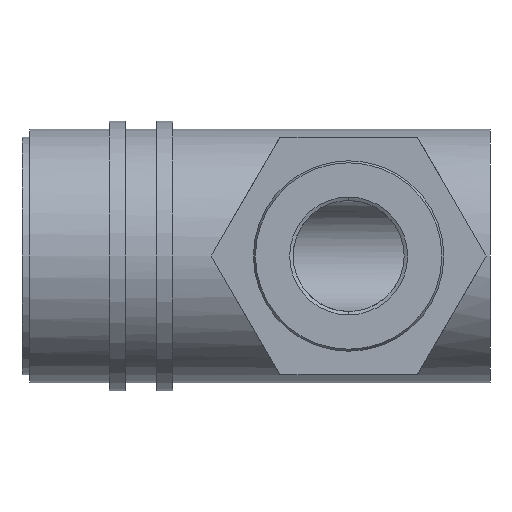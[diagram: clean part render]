
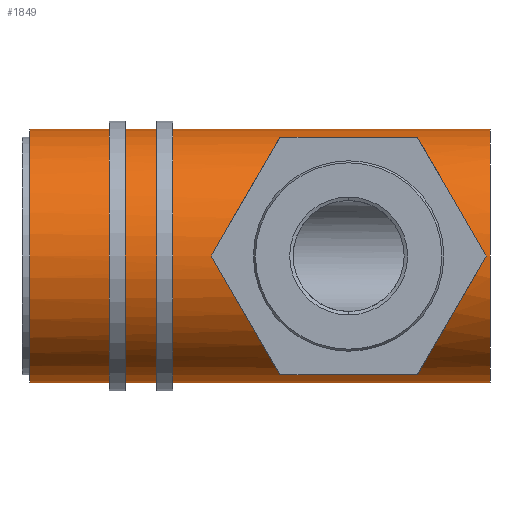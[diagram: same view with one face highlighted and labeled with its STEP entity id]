
A CAD part, front view. The second image highlights one B-rep face of the part: STEP entity #1849.
In plain terms, the highlighted cylindrical face has radius 16 mm (diameter 32 mm), a partial arc.
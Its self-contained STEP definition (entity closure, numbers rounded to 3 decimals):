
#22 = CARTESIAN_POINT ( 'NONE',  ( 23.859, -16., 0. ) ) ;
#66 = VERTEX_POINT ( 'NONE', #7454 ) ;
#73 = DIRECTION ( 'NONE',  ( -1., 0., 0. ) ) ;
#390 = CARTESIAN_POINT ( 'NONE',  ( 58.5, -16., 0. ) ) ;
#429 = VERTEX_POINT ( 'NONE', #8464 ) ;
#631 = VERTEX_POINT ( 'NONE', #1433 ) ;
#753 = CARTESIAN_POINT ( 'NONE',  ( 31.13, -12.051, 12.593 ) ) ;
#762 = CARTESIAN_POINT ( 'NONE',  ( 0., 0., 16. ) ) ;
#811 = EDGE_CURVE ( 'NONE', #4095, #2921, #8030, .T. ) ;
#841 = VERTEX_POINT ( 'NONE', #7389 ) ;
#856 = CARTESIAN_POINT ( 'NONE',  ( 51.229, -12.051, -12.593 ) ) ;
#906 = ORIENTED_EDGE ( 'NONE', *, *, #3322, .T. ) ;
#980 = DIRECTION ( 'NONE',  ( -1., 0., 0. ) ) ;
#983 = ORIENTED_EDGE ( 'NONE', *, *, #2670, .T. ) ;
#1169 =( BOUNDED_CURVE ( )  B_SPLINE_CURVE ( 3, ( #3611, #6850, #7536, #3048 ),
 .UNSPECIFIED., .F., .F. ) 
 B_SPLINE_CURVE_WITH_KNOTS ( ( 4, 4 ),
 ( 3.497, 4.712 ),
 .UNSPECIFIED. ) 
 CURVE ( )  GEOMETRIC_REPRESENTATION_ITEM ( )  RATIONAL_B_SPLINE_CURVE ( ( 1., 0.881, 0.881, 1. ) ) 
 REPRESENTATION_ITEM ( '' )  );
#1196 = CYLINDRICAL_SURFACE ( 'NONE', #5890, 16. ) ;
#1226 =( BOUNDED_CURVE ( )  B_SPLINE_CURVE ( 3, ( #22, #6738, #753, #2673 ),
 .UNSPECIFIED., .F., .F. ) 
 B_SPLINE_CURVE_WITH_KNOTS ( ( 4, 4 ),
 ( 1.571, 2.786 ),
 .UNSPECIFIED. ) 
 CURVE ( )  GEOMETRIC_REPRESENTATION_ITEM ( )  RATIONAL_B_SPLINE_CURVE ( ( 1., 0.881, 0.881, 1. ) ) 
 REPRESENTATION_ITEM ( '' )  );
#1354 = CARTESIAN_POINT ( 'NONE',  ( 0., -5.568, 15. ) ) ;
#1433 = CARTESIAN_POINT ( 'NONE',  ( 49.84, -5.568, -15. ) ) ;
#1488 = ORIENTED_EDGE ( 'NONE', *, *, #4609, .T. ) ;
#1768 = DIRECTION ( 'NONE',  ( -1., 0., 0. ) ) ;
#1784 = DIRECTION ( 'NONE',  ( -1., 0., 0. ) ) ;
#1800 = CARTESIAN_POINT ( 'NONE',  ( 32.519, -5.568, 15. ) ) ;
#1849 = ADVANCED_FACE ( 'NONE', ( #7767, #1890 ), #1196, .T. ) ;
#1890 = FACE_BOUND ( 'NONE', #4544, .T. ) ;
#1916 = CARTESIAN_POINT ( 'NONE',  ( 0., 0., -16. ) ) ;
#2083 = LINE ( 'NONE', #1354, #6461 ) ;
#2103 = AXIS2_PLACEMENT_3D ( 'NONE', #5992, #1768, #4465 ) ;
#2159 = AXIS2_PLACEMENT_3D ( 'NONE', #3601, #6978, #4201 ) ;
#2236 = CIRCLE ( 'NONE', #2103, 16. ) ;
#2634 = EDGE_CURVE ( 'NONE', #2762, #631, #3838, .T. ) ;
#2670 = EDGE_CURVE ( 'NONE', #429, #2762, #4704, .T. ) ;
#2673 = CARTESIAN_POINT ( 'NONE',  ( 32.519, -5.568, 15. ) ) ;
#2710 = CIRCLE ( 'NONE', #2159, 16. ) ;
#2762 = VERTEX_POINT ( 'NONE', #390 ) ;
#2770 = CARTESIAN_POINT ( 'NONE',  ( 49.84, -5.568, -15. ) ) ;
#2812 = DIRECTION ( 'NONE',  ( 1., 0., 0. ) ) ;
#2921 = VERTEX_POINT ( 'NONE', #5246 ) ;
#3032 = ORIENTED_EDGE ( 'NONE', *, *, #2634, .T. ) ;
#3048 = CARTESIAN_POINT ( 'NONE',  ( 23.859, -16., 0. ) ) ;
#3322 = EDGE_CURVE ( 'NONE', #631, #3945, #6826, .T. ) ;
#3399 = VECTOR ( 'NONE', #1784, 1000. ) ;
#3601 = CARTESIAN_POINT ( 'NONE',  ( 1., 0., 0. ) ) ;
#3611 = CARTESIAN_POINT ( 'NONE',  ( 32.519, -5.568, -15. ) ) ;
#3648 = ORIENTED_EDGE ( 'NONE', *, *, #8156, .T. ) ;
#3838 =( BOUNDED_CURVE ( )  B_SPLINE_CURVE ( 3, ( #8553, #4768, #856, #2770 ),
 .UNSPECIFIED., .F., .F. ) 
 B_SPLINE_CURVE_WITH_KNOTS ( ( 4, 4 ),
 ( 4.712, 5.928 ),
 .UNSPECIFIED. ) 
 CURVE ( )  GEOMETRIC_REPRESENTATION_ITEM ( )  RATIONAL_B_SPLINE_CURVE ( ( 1., 0.881, 0.881, 1. ) ) 
 REPRESENTATION_ITEM ( '' )  );
#3945 = VERTEX_POINT ( 'NONE', #6611 ) ;
#4095 = VERTEX_POINT ( 'NONE', #4255 ) ;
#4138 = ORIENTED_EDGE ( 'NONE', *, *, #6590, .F. ) ;
#4201 = DIRECTION ( 'NONE',  ( 0., 0., 1. ) ) ;
#4208 = VECTOR ( 'NONE', #73, 1000. ) ;
#4255 = CARTESIAN_POINT ( 'NONE',  ( 59., 0., 16. ) ) ;
#4465 = DIRECTION ( 'NONE',  ( 0., 0., 1. ) ) ;
#4480 = LINE ( 'NONE', #1916, #3399 ) ;
#4544 = EDGE_LOOP ( 'NONE', ( #6690, #983, #3032, #906, #4926, #1488 ) ) ;
#4609 = EDGE_CURVE ( 'NONE', #66, #7013, #1226, .T. ) ;
#4704 =( BOUNDED_CURVE ( )  B_SPLINE_CURVE ( 3, ( #7253, #6150, #5455, #7890 ),
 .UNSPECIFIED., .F., .F. ) 
 B_SPLINE_CURVE_WITH_KNOTS ( ( 4, 4 ),
 ( 0.355, 1.571 ),
 .UNSPECIFIED. ) 
 CURVE ( )  GEOMETRIC_REPRESENTATION_ITEM ( )  RATIONAL_B_SPLINE_CURVE ( ( 1., 0.881, 0.881, 1. ) ) 
 REPRESENTATION_ITEM ( '' )  );
#4768 = CARTESIAN_POINT ( 'NONE',  ( 54.507, -16., -6.916 ) ) ;
#4926 = ORIENTED_EDGE ( 'NONE', *, *, #6114, .T. ) ;
#5139 = CARTESIAN_POINT ( 'NONE',  ( 1., 0., -16. ) ) ;
#5182 = CARTESIAN_POINT ( 'NONE',  ( 0., 0., 0. ) ) ;
#5246 = CARTESIAN_POINT ( 'NONE',  ( 1., 0., 16. ) ) ;
#5455 = CARTESIAN_POINT ( 'NONE',  ( 54.507, -16., 6.916 ) ) ;
#5843 = ORIENTED_EDGE ( 'NONE', *, *, #811, .T. ) ;
#5890 = AXIS2_PLACEMENT_3D ( 'NONE', #5182, #6482, #6394 ) ;
#5992 = CARTESIAN_POINT ( 'NONE',  ( 59., 0., 0. ) ) ;
#6114 = EDGE_CURVE ( 'NONE', #3945, #66, #1169, .T. ) ;
#6150 = CARTESIAN_POINT ( 'NONE',  ( 51.229, -12.051, 12.593 ) ) ;
#6387 = EDGE_CURVE ( 'NONE', #7013, #429, #2083, .T. ) ;
#6394 = DIRECTION ( 'NONE',  ( 0., 0., 1. ) ) ;
#6461 = VECTOR ( 'NONE', #2812, 1000. ) ;
#6482 = DIRECTION ( 'NONE',  ( -1., 0., 0. ) ) ;
#6590 = EDGE_CURVE ( 'NONE', #7059, #2921, #2710, .T. ) ;
#6611 = CARTESIAN_POINT ( 'NONE',  ( 32.519, -5.568, -15. ) ) ;
#6690 = ORIENTED_EDGE ( 'NONE', *, *, #6387, .T. ) ;
#6700 = EDGE_CURVE ( 'NONE', #841, #7059, #4480, .T. ) ;
#6738 = CARTESIAN_POINT ( 'NONE',  ( 27.852, -16., 6.916 ) ) ;
#6826 = LINE ( 'NONE', #7604, #8222 ) ;
#6850 = CARTESIAN_POINT ( 'NONE',  ( 31.13, -12.051, -12.593 ) ) ;
#6978 = DIRECTION ( 'NONE',  ( -1., 0., 0. ) ) ;
#7013 = VERTEX_POINT ( 'NONE', #1800 ) ;
#7059 = VERTEX_POINT ( 'NONE', #5139 ) ;
#7089 = ORIENTED_EDGE ( 'NONE', *, *, #6700, .F. ) ;
#7253 = CARTESIAN_POINT ( 'NONE',  ( 49.84, -5.568, 15. ) ) ;
#7389 = CARTESIAN_POINT ( 'NONE',  ( 59., 0., -16. ) ) ;
#7454 = CARTESIAN_POINT ( 'NONE',  ( 23.859, -16., 0. ) ) ;
#7536 = CARTESIAN_POINT ( 'NONE',  ( 27.852, -16., -6.916 ) ) ;
#7604 = CARTESIAN_POINT ( 'NONE',  ( 0., -5.568, -15. ) ) ;
#7767 = FACE_OUTER_BOUND ( 'NONE', #7833, .T. ) ;
#7833 = EDGE_LOOP ( 'NONE', ( #7089, #3648, #5843, #4138 ) ) ;
#7890 = CARTESIAN_POINT ( 'NONE',  ( 58.5, -16., 0. ) ) ;
#8030 = LINE ( 'NONE', #762, #4208 ) ;
#8156 = EDGE_CURVE ( 'NONE', #841, #4095, #2236, .T. ) ;
#8222 = VECTOR ( 'NONE', #980, 1000. ) ;
#8464 = CARTESIAN_POINT ( 'NONE',  ( 49.84, -5.568, 15. ) ) ;
#8553 = CARTESIAN_POINT ( 'NONE',  ( 58.5, -16., 0. ) ) ;
